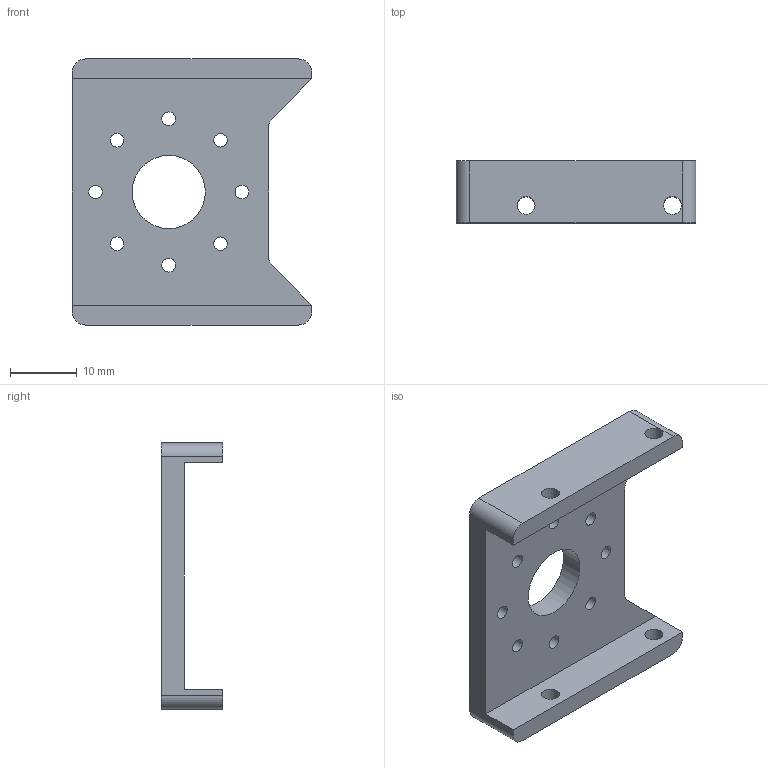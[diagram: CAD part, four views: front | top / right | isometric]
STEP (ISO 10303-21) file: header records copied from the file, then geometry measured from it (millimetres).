
FILE_DESCRIPTION(/* description */ (''),/* implementation_level */ '2;1');
FILE_NAME(/* name */ 'connector_shoulder.stp',/* time_stamp */ '2019-04-24T13:48:30+02:00',/* author */ ('jaspe'),/* organization */ (''),/* preprocessor_version */ 'ST-DEVELOPER v16.13',/* originating_system */ 'Autodesk Inventor 2018',/* authorisation */ '');
FILE_SCHEMA (('AUTOMOTIVE_DESIGN { 1 0 10303 214 3 1 1 }'));
Length unit declared in the file: millimetre
Products named in the file (1): connector_shoulder_jasper
Bounding box: 36 x 9.3 x 40 mm (x, y, z)
Volume: 5142.1 mm3; surface area: 4053.5 mm2
Topology: 1 solids, 1 shells, 33 faces, 91 edges, 60 vertices
Faces by surface type: cylinder 19, plane 14
Full cylindrical faces by diameter (mm): 2.05 x8, 2.7 x4, 11 x1
Entity records: 1093 total; most frequent: DIRECTION 184, CARTESIAN_POINT 172, ORIENTED_EDGE 156, EDGE_CURVE 78, EDGE_LOOP 72, AXIS2_PLACEMENT_3D 72, VERTEX_POINT 60, LINE 40
